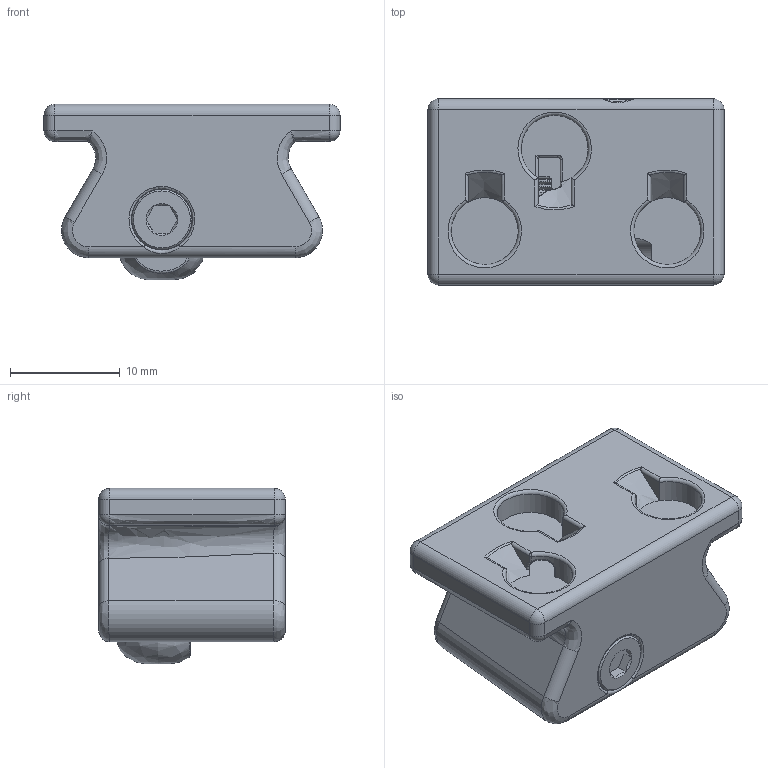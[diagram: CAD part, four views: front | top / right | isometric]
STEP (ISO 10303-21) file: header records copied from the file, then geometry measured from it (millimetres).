
FILE_DESCRIPTION(/* description */ (''),/* implementation_level */ '2;1');
FILE_NAME(/* name */ 'nc-probe.step',/* time_stamp */ '2022-04-03T12:25:10-07:00',/* author */ (''),/* organization */ (''),/* preprocessor_version */ 'ST-DEVELOPER v18.1',/* originating_system */ 'Autodesk Translation Framework v10.14.0.1471',/* authorisation */ '');
FILE_SCHEMA (('AUTOMOTIVE_DESIGN { 1 0 10303 214 3 1 1 }'));
Products named in the file (7): unklicky; unklicky 2.65mm mag; pin; probe body; Component1; 91290A117_Black-Oxide Alloy Steel Socket Head Screw; 94180A331_Tapered Heat-Set Inserts for Plastic
Assembly tree (6 placements, depth 3):
  unklicky
    unklicky 2.65mm mag
      pin
      probe body
    Component1
    91290A117_Black-Oxide Alloy Steel Socket Head Screw
    94180A331_Tapered Heat-Set Inserts for Plastic
Bounding box: 27 x 17 x 16 mm (x, y, z)
Volume: 4385 mm3; surface area: 3559.1 mm2
Topology: 4 solids, 4 shells, 1519 faces, 3836 edges, 2506 vertices
Faces by surface type: plane 844, bspline 410, cylinder 210, torus 25, cone 17, sphere 13
Full cylindrical faces by diameter (mm): 2.35 x27, 2.5 x1, 3 x24, 5 x1, 5.05 x1, 5.16 x1, 5.5 x1, 5.56 x1, 5.6 x1, 8.5 x1
Entity records: 56549 total; most frequent: CARTESIAN_POINT 22126, ORIENTED_EDGE 7650, DIRECTION 6140, EDGE_CURVE 3825, VERTEX_POINT 2505, LINE 2098, VECTOR 2098, AXIS2_PLACEMENT_3D 2021
